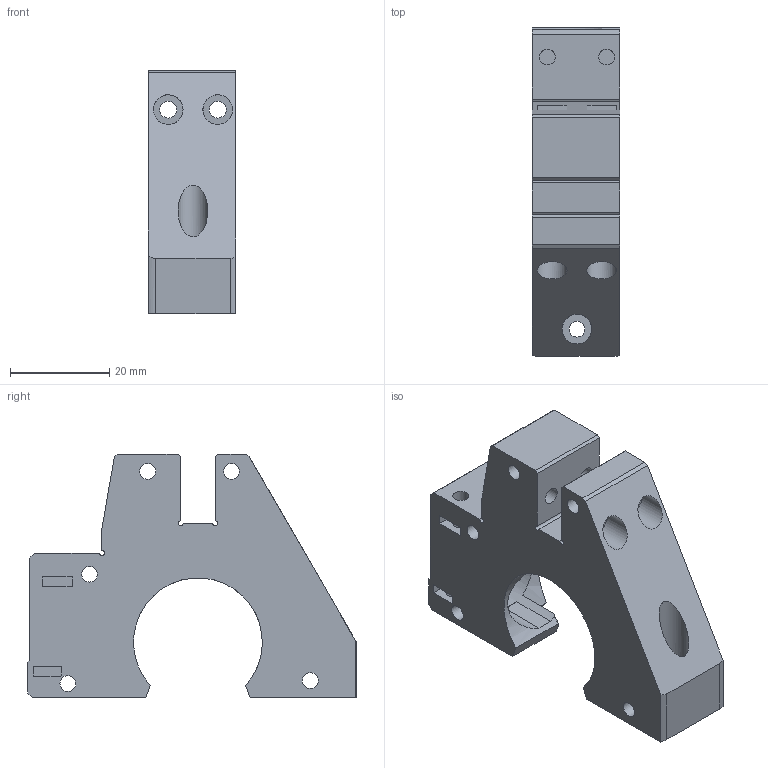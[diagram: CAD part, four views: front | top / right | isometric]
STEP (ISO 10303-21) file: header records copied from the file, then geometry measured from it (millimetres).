
FILE_DESCRIPTION(/* description */ (''),/* implementation_level */ '2;1');
FILE_NAME(/* name */ 'DiffCaseCentralPart.step',/* time_stamp */ '2024-04-04T11:10:08+02:00',/* author */ (''),/* organization */ (''),/* preprocessor_version */ 'ST-DEVELOPER v20',/* originating_system */ 'Autodesk Translation Framework v12.20.1.177',/* authorisation */ '');
FILE_SCHEMA (('AUTOMOTIVE_DESIGN { 1 0 10303 214 3 1 1 }'));
Length unit declared in the file: millimetre
Products named in the file (1): DiffCaseCentralPart
Bounding box: 17.69 x 66.4 x 49.25 mm (x, y, z)
Volume: 24722.1 mm3; surface area: 11759.4 mm2
Topology: 1 solids, 1 shells, 109 faces, 279 edges, 186 vertices
Faces by surface type: plane 73, cylinder 33, cone 3
Full cylindrical faces by diameter (mm): 3.2 x14, 3.4 x4, 6 x3, 9.6 x1, 10.2 x2, 16 x1
Entity records: 3444 total; most frequent: CARTESIAN_POINT 638, ORIENTED_EDGE 558, DIRECTION 557, EDGE_CURVE 279, LINE 197, VECTOR 197, VERTEX_POINT 186, AXIS2_PLACEMENT_3D 180
